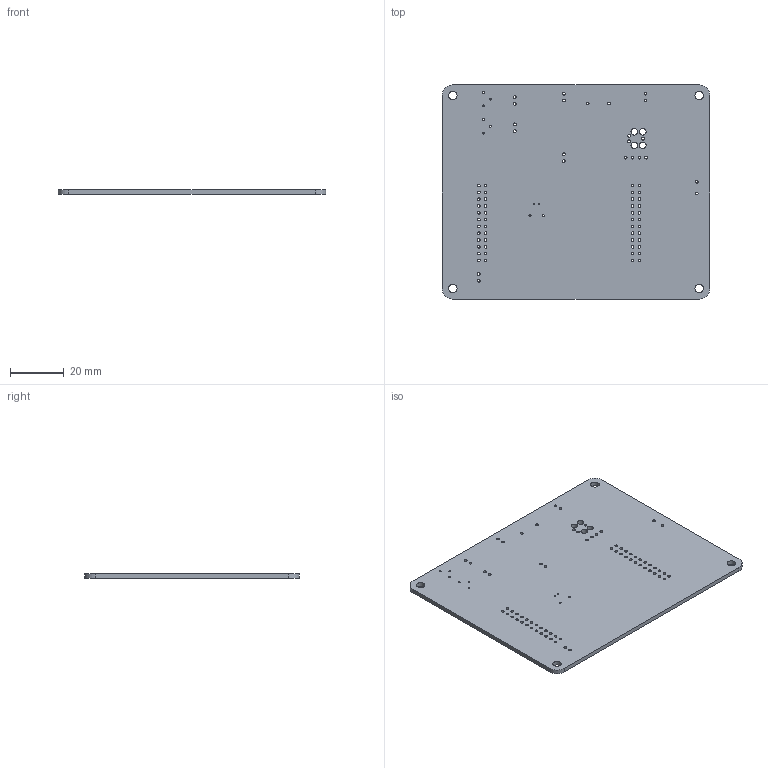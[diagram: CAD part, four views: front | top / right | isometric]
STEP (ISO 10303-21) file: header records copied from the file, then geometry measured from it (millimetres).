
FILE_DESCRIPTION(('KiCad electronic assembly'),'2;1');
FILE_NAME('Placa_Desenvolvimento_NuttX.step','2022-10-04T17:03:53',( 'Pcbnew'),('Kicad'),'Open CASCADE STEP processor 7.6', 'KiCad to STEP converter','Unknown');
FILE_SCHEMA(('AUTOMOTIVE_DESIGN { 1 0 10303 214 1 1 1 1 }'));
Length unit declared in the file: millimetre
Products named in the file (2): Placa_Desenvolvimento_NuttX 1; _autosave-Placa_Desenvolvimento_NuttX PCB
Assembly tree (1 placements, depth 2):
  Placa_Desenvolvimento_NuttX 1
    _autosave-Placa_Desenvolvimento_NuttX PCB
Bounding box: 100 x 80 x 1.6 mm (x, y, z)
Volume: 12600.5 mm3; surface area: 16821.8 mm2
Topology: 1 solids, 1 shells, 99 faces, 291 edges, 194 vertices
Faces by surface type: cylinder 93, plane 6
Full cylindrical faces by diameter (mm): 0.5 x2, 0.714 x6, 0.8 x2, 1 x68, 1.067 x3, 2.451 x4, 3.2 x4
Entity records: 7597 total; most frequent: DIRECTION 1261, CARTESIAN_POINT 1168, ORIENTED_EDGE 582, PCURVE 582, DEFINITIONAL_REPRESENTATION 582, LINE 501, VECTOR 501, CIRCLE 372
